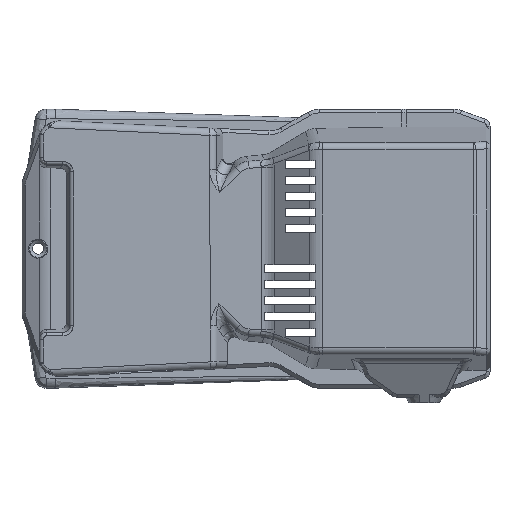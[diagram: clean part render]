
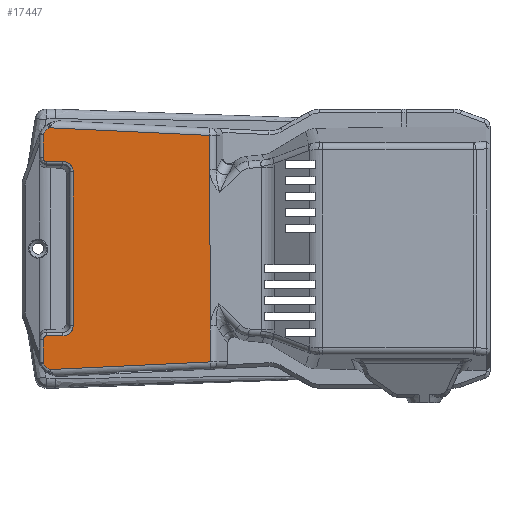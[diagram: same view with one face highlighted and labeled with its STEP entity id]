
A CAD part, front view. The second image highlights one B-rep face of the part: STEP entity #17447.
In plain terms, the highlighted planar face has unit normal (0, -1, 0).
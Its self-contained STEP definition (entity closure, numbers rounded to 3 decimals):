
#708=ELLIPSE('',#18642,1.064,1.);
#710=ELLIPSE('',#18647,1.064,1.);
#1076=B_SPLINE_CURVE_WITH_KNOTS('',3,(#34144,#34145,#34146,#34147,#34148,
#34149),.UNSPECIFIED.,.F.,.F.,(4,2,4),(0.,0.127,0.253),
 .UNSPECIFIED.);
#1078=B_SPLINE_CURVE_WITH_KNOTS('',3,(#34204,#34205,#34206,#34207,#34208,
#34209,#34210,#34211,#34212,#34213),.UNSPECIFIED.,.F.,.F.,(4,2,2,2,4),(-0.727,
-0.429,0.048,0.645,0.727),
 .UNSPECIFIED.);
#1080=B_SPLINE_CURVE_WITH_KNOTS('',3,(#34253,#34254,#34255,#34256,#34257,
#34258,#34259,#34260,#34261,#34262),.UNSPECIFIED.,.F.,.F.,(4,2,2,2,4),(-0.727,
-0.429,0.048,0.645,0.727),
 .UNSPECIFIED.);
#1082=B_SPLINE_CURVE_WITH_KNOTS('',3,(#34311,#34312,#34313,#34314,#34315,
#34316,#34317),.UNSPECIFIED.,.F.,.F.,(4,3,4),(-0.253,-0.127,
0.),.UNSPECIFIED.);
#1084=B_SPLINE_CURVE_WITH_KNOTS('',3,(#34354,#34355,#34356,#34357),
 .UNSPECIFIED.,.F.,.F.,(4,4),(0.,0.007),.UNSPECIFIED.);
#2155=FACE_OUTER_BOUND('',#3088,.T.);
#3088=EDGE_LOOP('',(#15930,#15931,#15932,#15933,#15934,#15935,#15936,#15937,
#15938,#15939,#15940,#15941,#15942,#15943,#15944,#15945,#15946));
#4789=LINE('',#34162,#6529);
#4793=LINE('',#34179,#6533);
#4797=LINE('',#34228,#6537);
#4801=LINE('',#34277,#6541);
#4805=LINE('',#34294,#6545);
#4809=LINE('',#34329,#6549);
#4812=LINE('',#34335,#6552);
#4815=LINE('',#34341,#6555);
#4819=LINE('',#34366,#6559);
#4822=LINE('',#34371,#6562);
#6529=VECTOR('',#22696,10.);
#6533=VECTOR('',#22706,10.);
#6537=VECTOR('',#22712,10.);
#6541=VECTOR('',#22718,10.);
#6545=VECTOR('',#22728,10.);
#6549=VECTOR('',#22734,10.);
#6552=VECTOR('',#22739,10.);
#6555=VECTOR('',#22744,10.);
#6559=VECTOR('',#22750,10.);
#6562=VECTOR('',#22755,10.);
#8194=VERTEX_POINT('',#34142);
#8195=VERTEX_POINT('',#34143);
#8198=VERTEX_POINT('',#34161);
#8200=VERTEX_POINT('',#34172);
#8202=VERTEX_POINT('',#34178);
#8204=VERTEX_POINT('',#34203);
#8206=VERTEX_POINT('',#34227);
#8208=VERTEX_POINT('',#34252);
#8210=VERTEX_POINT('',#34276);
#8212=VERTEX_POINT('',#34287);
#8214=VERTEX_POINT('',#34293);
#8216=VERTEX_POINT('',#34310);
#8218=VERTEX_POINT('',#34328);
#8220=VERTEX_POINT('',#34334);
#8222=VERTEX_POINT('',#34340);
#8224=VERTEX_POINT('',#34353);
#8226=VERTEX_POINT('',#34365);
#10757=EDGE_CURVE('',#8194,#8195,#1076,.T.);
#10761=EDGE_CURVE('',#8194,#8198,#4789,.T.);
#10764=EDGE_CURVE('',#8198,#8200,#708,.T.);
#10767=EDGE_CURVE('',#8200,#8202,#4793,.T.);
#10770=EDGE_CURVE('',#8204,#8202,#1078,.T.);
#10773=EDGE_CURVE('',#8204,#8206,#4797,.T.);
#10776=EDGE_CURVE('',#8208,#8206,#1080,.T.);
#10779=EDGE_CURVE('',#8208,#8210,#4801,.T.);
#10782=EDGE_CURVE('',#8210,#8212,#710,.T.);
#10785=EDGE_CURVE('',#8212,#8214,#4805,.T.);
#10788=EDGE_CURVE('',#8216,#8214,#1082,.T.);
#10791=EDGE_CURVE('',#8216,#8218,#4809,.T.);
#10794=EDGE_CURVE('',#8218,#8220,#4812,.T.);
#10797=EDGE_CURVE('',#8222,#8220,#4815,.T.);
#10800=EDGE_CURVE('',#8224,#8222,#1084,.T.);
#10803=EDGE_CURVE('',#8224,#8226,#4819,.T.);
#10806=EDGE_CURVE('',#8226,#8195,#4822,.T.);
#15930=ORIENTED_EDGE('',*,*,#10806,.T.);
#15931=ORIENTED_EDGE('',*,*,#10757,.F.);
#15932=ORIENTED_EDGE('',*,*,#10761,.T.);
#15933=ORIENTED_EDGE('',*,*,#10764,.T.);
#15934=ORIENTED_EDGE('',*,*,#10767,.T.);
#15935=ORIENTED_EDGE('',*,*,#10770,.F.);
#15936=ORIENTED_EDGE('',*,*,#10773,.T.);
#15937=ORIENTED_EDGE('',*,*,#10776,.F.);
#15938=ORIENTED_EDGE('',*,*,#10779,.T.);
#15939=ORIENTED_EDGE('',*,*,#10782,.T.);
#15940=ORIENTED_EDGE('',*,*,#10785,.T.);
#15941=ORIENTED_EDGE('',*,*,#10788,.F.);
#15942=ORIENTED_EDGE('',*,*,#10791,.T.);
#15943=ORIENTED_EDGE('',*,*,#10794,.T.);
#15944=ORIENTED_EDGE('',*,*,#10797,.F.);
#15945=ORIENTED_EDGE('',*,*,#10800,.F.);
#15946=ORIENTED_EDGE('',*,*,#10803,.T.);
#16530=PLANE('',#18655);
#17447=ADVANCED_FACE('',(#2155),#16530,.T.);
#18642=AXIS2_PLACEMENT_3D('',#34173,#22699,#22700);
#18647=AXIS2_PLACEMENT_3D('',#34288,#22721,#22722);
#18655=AXIS2_PLACEMENT_3D('',#34373,#22757,#22758);
#22696=DIRECTION('',(0.,0.,-1.));
#22699=DIRECTION('center_axis',(0.,-1.,0.));
#22700=DIRECTION('ref_axis',(0.,0.,-1.));
#22706=DIRECTION('',(1.,0.,0.));
#22712=DIRECTION('',(0.,0.,-1.));
#22718=DIRECTION('',(-1.,0.,0.));
#22721=DIRECTION('center_axis',(0.,-1.,0.));
#22722=DIRECTION('ref_axis',(0.,0.,1.));
#22728=DIRECTION('',(0.,0.,-1.));
#22734=DIRECTION('',(0.999,0.,0.048));
#22739=DIRECTION('',(0.,0.,1.));
#22744=DIRECTION('',(0.006,0.,-1.));
#22750=DIRECTION('',(0.,0.,1.));
#22755=DIRECTION('',(-0.999,0.,0.048));
#22757=DIRECTION('center_axis',(0.,-1.,0.));
#22758=DIRECTION('ref_axis',(1.,0.,0.));
#34142=CARTESIAN_POINT('',(-88.233,-25.,31.052));
#34143=CARTESIAN_POINT('',(-86.576,-25.,32.935));
#34144=CARTESIAN_POINT('Ctrl Pts',(-88.233,-25.,31.052));
#34145=CARTESIAN_POINT('Ctrl Pts',(-88.042,-25.,31.429));
#34146=CARTESIAN_POINT('Ctrl Pts',(-87.804,-25.,
31.782));
#34147=CARTESIAN_POINT('Ctrl Pts',(-87.246,-25.,
32.416));
#34148=CARTESIAN_POINT('Ctrl Pts',(-86.926,-25.,
32.698));
#34149=CARTESIAN_POINT('Ctrl Pts',(-86.576,-25.,
32.935));
#34161=CARTESIAN_POINT('',(-88.233,-25.,24.789));
#34162=CARTESIAN_POINT('',(-88.233,-25.,31.052));
#34172=CARTESIAN_POINT('',(-87.233,-25.,23.725));
#34173=CARTESIAN_POINT('Origin',(-87.233,-25.,24.789));
#34178=CARTESIAN_POINT('',(-82.869,-25.,23.725));
#34179=CARTESIAN_POINT('',(-87.233,-25.,23.725));
#34203=CARTESIAN_POINT('',(-80.05,-25.,20.905));
#34204=CARTESIAN_POINT('Ctrl Pts',(-80.05,-25.,20.905));
#34205=CARTESIAN_POINT('Ctrl Pts',(-80.05,-25.,21.22));
#34206=CARTESIAN_POINT('Ctrl Pts',(-80.097,-25.,21.53));
#34207=CARTESIAN_POINT('Ctrl Pts',(-80.339,-25.,
22.284));
#34208=CARTESIAN_POINT('Ctrl Pts',(-80.606,-25.,22.698));
#34209=CARTESIAN_POINT('Ctrl Pts',(-81.405,-25.,
23.415));
#34210=CARTESIAN_POINT('Ctrl Pts',(-81.987,-25.,
23.662));
#34211=CARTESIAN_POINT('Ctrl Pts',(-82.696,-25.,23.721));
#34212=CARTESIAN_POINT('Ctrl Pts',(-82.782,-25.,23.725));
#34213=CARTESIAN_POINT('Ctrl Pts',(-82.869,-25.,
23.725));
#34227=CARTESIAN_POINT('',(-80.05,-25.,-20.905));
#34228=CARTESIAN_POINT('',(-80.05,-25.,20.905));
#34252=CARTESIAN_POINT('',(-82.869,-25.,-23.725));
#34253=CARTESIAN_POINT('Ctrl Pts',(-82.869,-25.,
-23.725));
#34254=CARTESIAN_POINT('Ctrl Pts',(-82.554,-25.,
-23.725));
#34255=CARTESIAN_POINT('Ctrl Pts',(-82.245,-25.,
-23.677));
#34256=CARTESIAN_POINT('Ctrl Pts',(-81.49,-25.,
-23.435));
#34257=CARTESIAN_POINT('Ctrl Pts',(-81.076,-25.,
-23.168));
#34258=CARTESIAN_POINT('Ctrl Pts',(-80.359,-25.,
-22.369));
#34259=CARTESIAN_POINT('Ctrl Pts',(-80.113,-25.,
-21.787));
#34260=CARTESIAN_POINT('Ctrl Pts',(-80.053,-25.,-21.079));
#34261=CARTESIAN_POINT('Ctrl Pts',(-80.05,-25.,
-20.992));
#34262=CARTESIAN_POINT('Ctrl Pts',(-80.05,-25.,-20.905));
#34276=CARTESIAN_POINT('',(-87.233,-25.,-23.725));
#34277=CARTESIAN_POINT('',(-82.869,-25.,-23.725));
#34287=CARTESIAN_POINT('',(-88.233,-25.,-24.789));
#34288=CARTESIAN_POINT('Origin',(-87.233,-25.,-24.789));
#34293=CARTESIAN_POINT('',(-88.233,-25.,-31.052));
#34294=CARTESIAN_POINT('',(-88.233,-25.,-24.789));
#34310=CARTESIAN_POINT('',(-86.576,-25.,-32.935));
#34311=CARTESIAN_POINT('Ctrl Pts',(-86.576,-25.,
-32.935));
#34312=CARTESIAN_POINT('Ctrl Pts',(-86.926,-25.,
-32.698));
#34313=CARTESIAN_POINT('Ctrl Pts',(-87.246,-25.,
-32.416));
#34314=CARTESIAN_POINT('Ctrl Pts',(-87.525,-25.,-32.099));
#34315=CARTESIAN_POINT('Ctrl Pts',(-87.804,-25.,
-31.782));
#34316=CARTESIAN_POINT('Ctrl Pts',(-88.042,-25.,-31.429));
#34317=CARTESIAN_POINT('Ctrl Pts',(-88.233,-25.,-31.052));
#34328=CARTESIAN_POINT('',(-42.655,-25.,-30.84));
#34329=CARTESIAN_POINT('',(-86.576,-25.,-32.935));
#34334=CARTESIAN_POINT('',(-42.655,-25.,-21.042));
#34335=CARTESIAN_POINT('',(-42.655,-25.,-30.84));
#34340=CARTESIAN_POINT('',(-42.9,-25.,21.431));
#34341=CARTESIAN_POINT('',(-42.9,-25.,21.504));
#34353=CARTESIAN_POINT('',(-42.9,-25.,21.504));
#34354=CARTESIAN_POINT('Ctrl Pts',(-42.9,-25.,
21.504));
#34355=CARTESIAN_POINT('Ctrl Pts',(-42.9,-25.,
21.48));
#34356=CARTESIAN_POINT('Ctrl Pts',(-42.9,-25.,
21.455));
#34357=CARTESIAN_POINT('Ctrl Pts',(-42.9,-25.,
21.431));
#34365=CARTESIAN_POINT('',(-42.9,-25.,30.852));
#34366=CARTESIAN_POINT('',(-42.9,-25.,21.504));
#34371=CARTESIAN_POINT('',(-42.9,-25.,30.852));
#34373=CARTESIAN_POINT('Origin',(-65.444,-25.,0.));
